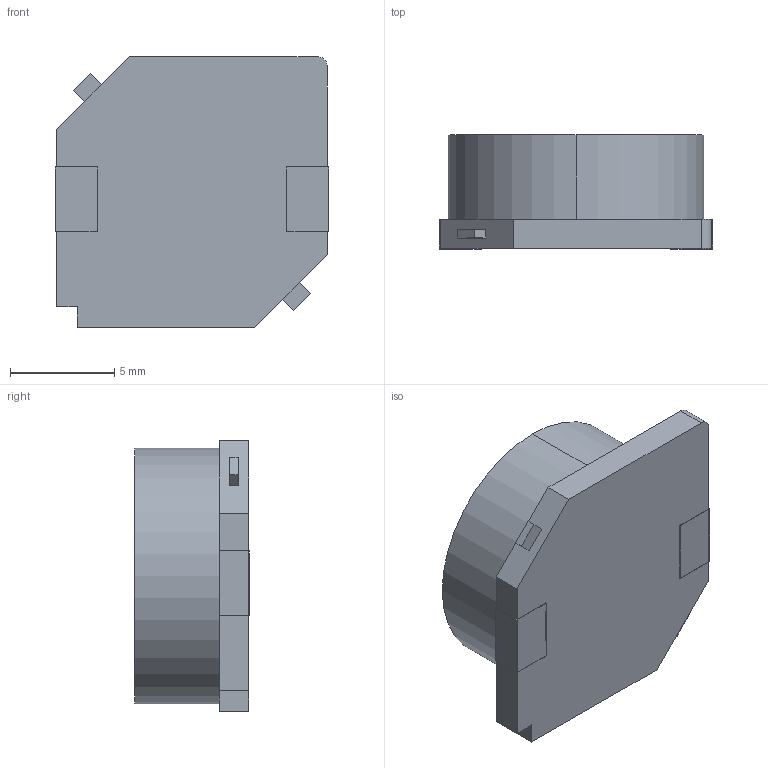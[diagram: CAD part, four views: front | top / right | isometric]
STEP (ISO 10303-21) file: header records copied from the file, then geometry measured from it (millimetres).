
FILE_DESCRIPTION (( 'STEP AP214' ), '1' );
FILE_NAME ('SUMIDA-CDRR126-DEFAULT.STEP', '2011-08-17T20:48:26', ( 'sysAdmin' ), ( 'SolidWorks' ), 'SwSTEP 2.0', 'SolidWorks 2011', '' );
FILE_SCHEMA (( 'AUTOMOTIVE_DESIGN' ));
Length unit declared in the file: millimetre
Products named in the file (1): SUMIDA-CDRR126-DEFAULT
Bounding box: 13.1 x 5.47 x 13 mm (x, y, z)
Volume: 680.1 mm3; surface area: 1066 mm2
Topology: 7 solids, 7 shells, 58 faces, 207 edges, 170 vertices
Faces by surface type: plane 49, cylinder 9
Entity records: 2671 total; most frequent: CARTESIAN_POINT 592, ORIENTED_EDGE 414, DIRECTION 319, EDGE_CURVE 207, VERTEX_POINT 170, VECTOR 165, LINE 165, AXIS2_PLACEMENT_3D 77
